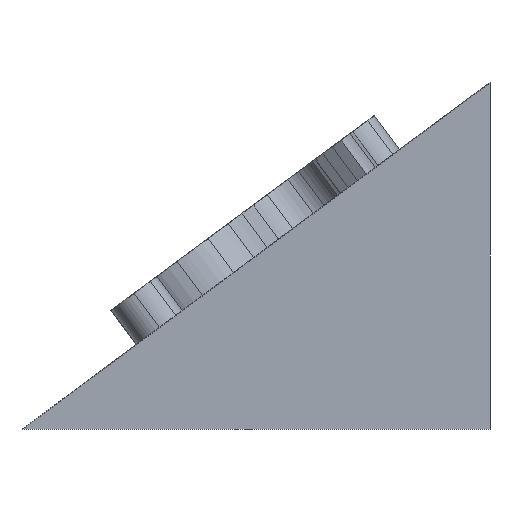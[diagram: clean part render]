
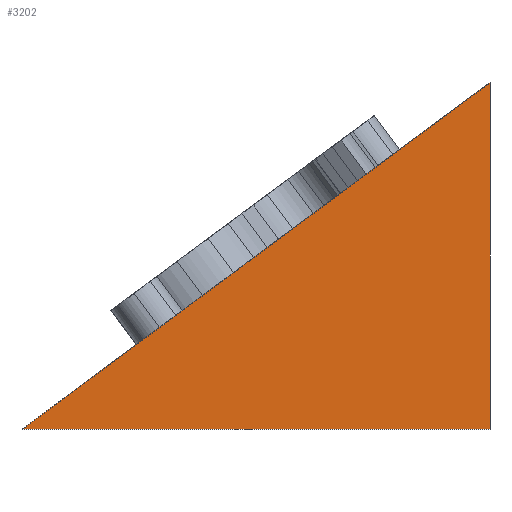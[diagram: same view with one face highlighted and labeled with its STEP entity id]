
A CAD part, front view. The second image highlights one B-rep face of the part: STEP entity #3202.
In plain terms, the highlighted planar face has unit normal (0, -1, 0).
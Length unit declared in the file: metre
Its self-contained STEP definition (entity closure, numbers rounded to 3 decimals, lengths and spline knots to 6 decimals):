
#167=LINE('',#4079,#383);
#183=LINE('',#4320,#399);
#186=LINE('',#4326,#402);
#383=VECTOR('',#3434,1.);
#399=VECTOR('',#3452,1.);
#402=VECTOR('',#3457,1.);
#768=ORIENTED_EDGE('',*,*,#1789,.F.);
#769=ORIENTED_EDGE('',*,*,#1792,.F.);
#770=ORIENTED_EDGE('',*,*,#1721,.F.);
#1721=EDGE_CURVE('',#2237,#2238,#167,.T.);
#1789=EDGE_CURVE('',#2305,#2237,#183,.T.);
#1792=EDGE_CURVE('',#2238,#2305,#186,.T.);
#2237=VERTEX_POINT('',#4080);
#2238=VERTEX_POINT('',#4081);
#2305=VERTEX_POINT('',#4321);
#2797=EDGE_LOOP('',(#768,#769,#770));
#2987=FACE_BOUND('',#2797,.T.);
#3170=PLANE('',#3397);
#3202=ADVANCED_FACE('',(#2987),#3170,.T.);
#3397=AXIS2_PLACEMENT_3D('',#4329,#3461,#3462);
#3434=DIRECTION('',(0.804,0.,0.595));
#3452=DIRECTION('',(-1.,0.,0.));
#3457=DIRECTION('',(0.,0.,-1.));
#3461=DIRECTION('',(0.,-1.,0.));
#3462=DIRECTION('',(1.,0.,0.));
#4079=CARTESIAN_POINT('',(-0.00381,0.,-0.000511));
#4080=CARTESIAN_POINT('',(-0.02032,0.,-0.012741));
#4081=CARTESIAN_POINT('',(0.0127,0.,0.011719));
#4320=CARTESIAN_POINT('',(-0.00381,0.,-0.012741));
#4321=CARTESIAN_POINT('',(0.0127,0.,-0.012741));
#4326=CARTESIAN_POINT('',(0.0127,0.,-0.000511));
#4329=CARTESIAN_POINT('',(-0.00381,0.,-0.000511));
